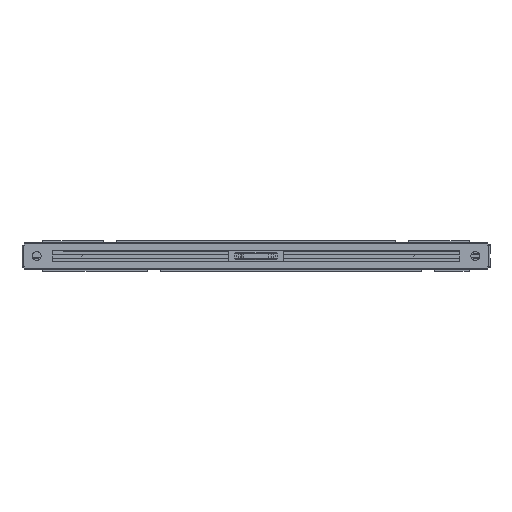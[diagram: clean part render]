
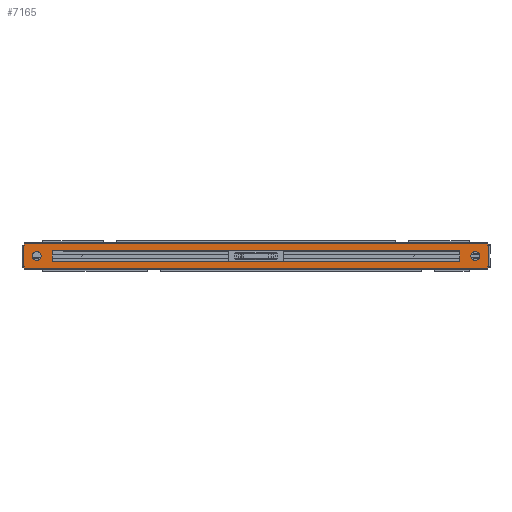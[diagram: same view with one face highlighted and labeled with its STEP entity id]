
A CAD part, front view. The second image highlights one B-rep face of the part: STEP entity #7165.
In plain terms, the highlighted planar face has unit normal (0, -1, 0).
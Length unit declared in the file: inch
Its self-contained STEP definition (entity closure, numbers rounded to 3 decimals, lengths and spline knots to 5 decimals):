
#2390=CARTESIAN_POINT('',(63.5,0.,3.));
#2391=DIRECTION('',(0.,1.,0.));
#2392=DIRECTION('',(0.,0.,-1.));
#2393=AXIS2_PLACEMENT_3D('',#2390,#2391,#2392);
#2493=CARTESIAN_POINT('',(60.,0.,0.));
#2494=DIRECTION('',(0.,-1.,0.));
#2495=DIRECTION('',(1.,0.,0.));
#2496=AXIS2_PLACEMENT_3D('',#2493,#2494,#2495);
#2498=CARTESIAN_POINT('',(60.,0.,0.));
#2499=DIRECTION('',(0.,-1.,0.));
#2500=DIRECTION('',(-1.,0.,0.));
#2501=AXIS2_PLACEMENT_3D('',#2498,#2499,#2500);
#2503=CARTESIAN_POINT('',(-60.,0.,0.));
#2504=DIRECTION('',(0.,-1.,0.));
#2505=DIRECTION('',(1.,0.,0.));
#2506=AXIS2_PLACEMENT_3D('',#2503,#2504,#2505);
#2508=CARTESIAN_POINT('',(-60.,0.,0.));
#2509=DIRECTION('',(0.,-1.,0.));
#2510=DIRECTION('',(-1.,0.,0.));
#2511=AXIS2_PLACEMENT_3D('',#2508,#2509,#2510);
#2513=DIRECTION('',(0.,0.,-1.));
#2514=VECTOR('',#2513,2.8);
#2515=CARTESIAN_POINT('',(-55.75,0.,1.4));
#2516=LINE('',#2515,#2514);
#2517=DIRECTION('',(1.,0.,0.));
#2518=VECTOR('',#2517,111.5);
#2519=CARTESIAN_POINT('',(-55.75,0.,-1.4));
#2520=LINE('',#2519,#2518);
#2521=DIRECTION('',(0.,0.,1.));
#2522=VECTOR('',#2521,2.8);
#2523=CARTESIAN_POINT('',(55.75,0.,-1.4));
#2524=LINE('',#2523,#2522);
#2525=DIRECTION('',(-1.,0.,0.));
#2526=VECTOR('',#2525,111.5);
#2527=CARTESIAN_POINT('',(55.75,0.,1.4));
#2528=LINE('',#2527,#2526);
#2529=DIRECTION('',(1.,0.,0.));
#2530=VECTOR('',#2529,0.2);
#2531=CARTESIAN_POINT('',(-63.7,0.,2.9));
#2532=LINE('',#2531,#2530);
#2533=DIRECTION('',(0.,0.,1.));
#2534=VECTOR('',#2533,0.4);
#2535=CARTESIAN_POINT('',(-63.4,0.,3.));
#2536=LINE('',#2535,#2534);
#2537=DIRECTION('',(-1.,0.,0.));
#2538=VECTOR('',#2537,126.8);
#2539=CARTESIAN_POINT('',(63.4,0.,3.4));
#2540=LINE('',#2539,#2538);
#2541=DIRECTION('',(0.,0.,-1.));
#2542=VECTOR('',#2541,0.4);
#2543=CARTESIAN_POINT('',(63.4,0.,3.4));
#2544=LINE('',#2543,#2542);
#2545=DIRECTION('',(1.,0.,0.));
#2546=VECTOR('',#2545,0.2);
#2547=CARTESIAN_POINT('',(63.5,0.,2.9));
#2548=LINE('',#2547,#2546);
#2549=DIRECTION('',(0.,0.,1.));
#2550=VECTOR('',#2549,5.8);
#2551=CARTESIAN_POINT('',(63.7,0.,-2.9));
#2552=LINE('',#2551,#2550);
#2553=DIRECTION('',(-1.,0.,0.));
#2554=VECTOR('',#2553,0.2);
#2555=CARTESIAN_POINT('',(63.7,0.,-2.9));
#2556=LINE('',#2555,#2554);
#2557=DIRECTION('',(0.,0.,-1.));
#2558=VECTOR('',#2557,0.4);
#2559=CARTESIAN_POINT('',(63.4,0.,-3.));
#2560=LINE('',#2559,#2558);
#2561=DIRECTION('',(1.,0.,0.));
#2562=VECTOR('',#2561,126.8);
#2563=CARTESIAN_POINT('',(-63.4,0.,-3.4));
#2564=LINE('',#2563,#2562);
#2565=DIRECTION('',(0.,0.,1.));
#2566=VECTOR('',#2565,0.4);
#2567=CARTESIAN_POINT('',(-63.4,0.,-3.4));
#2568=LINE('',#2567,#2566);
#2569=DIRECTION('',(-1.,0.,0.));
#2570=VECTOR('',#2569,0.2);
#2571=CARTESIAN_POINT('',(-63.5,0.,-2.9));
#2572=LINE('',#2571,#2570);
#2573=DIRECTION('',(0.,0.,-1.));
#2574=VECTOR('',#2573,5.8);
#2575=CARTESIAN_POINT('',(-63.7,0.,2.9));
#2576=LINE('',#2575,#2574);
#2682=CARTESIAN_POINT('',(-63.5,0.,3.));
#2683=DIRECTION('',(0.,1.,0.));
#2684=DIRECTION('',(1.,0.,0.));
#2685=AXIS2_PLACEMENT_3D('',#2682,#2683,#2684);
#2734=CARTESIAN_POINT('',(-63.5,0.,-3.));
#2735=DIRECTION('',(0.,1.,0.));
#2736=DIRECTION('',(0.,0.,1.));
#2737=AXIS2_PLACEMENT_3D('',#2734,#2735,#2736);
#2802=CARTESIAN_POINT('',(63.5,0.,-3.));
#2803=DIRECTION('',(0.,1.,0.));
#2804=DIRECTION('',(-1.,0.,0.));
#2805=AXIS2_PLACEMENT_3D('',#2802,#2803,#2804);
#2925=CARTESIAN_POINT('',(63.4,0.,-3.4));
#2927=VERTEX_POINT('',#2925);
#2931=CARTESIAN_POINT('',(-63.4,0.,-3.4));
#2932=VERTEX_POINT('',#2931);
#2933=CARTESIAN_POINT('',(-63.7,0.,-2.9));
#2935=VERTEX_POINT('',#2933);
#2939=CARTESIAN_POINT('',(-63.7,0.,2.9));
#2940=VERTEX_POINT('',#2939);
#2941=CARTESIAN_POINT('',(-63.4,0.,3.4));
#2943=VERTEX_POINT('',#2941);
#2947=CARTESIAN_POINT('',(63.4,0.,3.4));
#2948=VERTEX_POINT('',#2947);
#2949=CARTESIAN_POINT('',(63.7,0.,2.9));
#2951=VERTEX_POINT('',#2949);
#2955=CARTESIAN_POINT('',(63.7,0.,-2.9));
#2956=VERTEX_POINT('',#2955);
#2957=CARTESIAN_POINT('',(61.25,0.,0.));
#2958=CARTESIAN_POINT('',(58.75,0.,0.));
#2959=VERTEX_POINT('',#2957);
#2960=VERTEX_POINT('',#2958);
#2961=CARTESIAN_POINT('',(-58.75,0.,0.));
#2962=CARTESIAN_POINT('',(-61.25,0.,0.));
#2963=VERTEX_POINT('',#2961);
#2964=VERTEX_POINT('',#2962);
#2965=CARTESIAN_POINT('',(-55.75,0.,1.4));
#2966=CARTESIAN_POINT('',(-55.75,0.,-1.4));
#2967=VERTEX_POINT('',#2965);
#2968=VERTEX_POINT('',#2966);
#2969=CARTESIAN_POINT('',(55.75,0.,-1.4));
#2970=VERTEX_POINT('',#2969);
#2971=CARTESIAN_POINT('',(55.75,0.,1.4));
#2972=VERTEX_POINT('',#2971);
#3653=CARTESIAN_POINT('',(-63.5,0.,-2.9));
#3655=VERTEX_POINT('',#3653);
#3657=CARTESIAN_POINT('',(-63.4,0.,-3.));
#3659=VERTEX_POINT('',#3657);
#3663=CARTESIAN_POINT('',(-63.4,0.,3.));
#3665=VERTEX_POINT('',#3663);
#3667=CARTESIAN_POINT('',(-63.5,0.,2.9));
#3669=VERTEX_POINT('',#3667);
#3673=CARTESIAN_POINT('',(63.4,0.,-3.));
#3675=VERTEX_POINT('',#3673);
#3677=CARTESIAN_POINT('',(63.5,0.,-2.9));
#3679=VERTEX_POINT('',#3677);
#3683=CARTESIAN_POINT('',(63.5,0.,2.9));
#3685=VERTEX_POINT('',#3683);
#3687=CARTESIAN_POINT('',(63.4,0.,3.));
#3689=VERTEX_POINT('',#3687);
#7108=CARTESIAN_POINT('',(0.,0.,0.));
#7109=DIRECTION('',(0.,1.,0.));
#7110=DIRECTION('',(1.,0.,0.));
#7111=AXIS2_PLACEMENT_3D('',#7108,#7109,#7110);
#7112=PLANE('',#7111);
#7114=ORIENTED_EDGE('',*,*,#7113,.T.);
#7116=ORIENTED_EDGE('',*,*,#7115,.F.);
#7118=ORIENTED_EDGE('',*,*,#7117,.T.);
#7120=ORIENTED_EDGE('',*,*,#7119,.F.);
#7121=ORIENTED_EDGE('',*,*,#6989,.T.);
#7122=ORIENTED_EDGE('',*,*,#7008,.F.);
#7123=ORIENTED_EDGE('',*,*,#7031,.T.);
#7125=ORIENTED_EDGE('',*,*,#7124,.F.);
#7127=ORIENTED_EDGE('',*,*,#7126,.T.);
#7129=ORIENTED_EDGE('',*,*,#7128,.F.);
#7131=ORIENTED_EDGE('',*,*,#7130,.T.);
#7133=ORIENTED_EDGE('',*,*,#7132,.F.);
#7135=ORIENTED_EDGE('',*,*,#7134,.T.);
#7137=ORIENTED_EDGE('',*,*,#7136,.F.);
#7139=ORIENTED_EDGE('',*,*,#7138,.T.);
#7141=ORIENTED_EDGE('',*,*,#7140,.F.);
#7142=EDGE_LOOP('',(#7114,#7116,#7118,#7120,#7121,#7122,#7123,#7125,#7127,#7129,
#7131,#7133,#7135,#7137,#7139,#7141));
#7143=FACE_OUTER_BOUND('',#7142,.F.);
#7145=ORIENTED_EDGE('',*,*,#7144,.T.);
#7147=ORIENTED_EDGE('',*,*,#7146,.T.);
#7148=EDGE_LOOP('',(#7145,#7147));
#7149=FACE_BOUND('',#7148,.F.);
#7151=ORIENTED_EDGE('',*,*,#7150,.T.);
#7153=ORIENTED_EDGE('',*,*,#7152,.T.);
#7154=EDGE_LOOP('',(#7151,#7153));
#7155=FACE_BOUND('',#7154,.F.);
#7156=ORIENTED_EDGE('',*,*,#7098,.T.);
#7158=ORIENTED_EDGE('',*,*,#7157,.T.);
#7160=ORIENTED_EDGE('',*,*,#7159,.T.);
#7162=ORIENTED_EDGE('',*,*,#7161,.T.);
#7163=EDGE_LOOP('',(#7156,#7158,#7160,#7162));
#7164=FACE_BOUND('',#7163,.F.);
#7165=ADVANCED_FACE('',(#7143,#7149,#7155,#7164),#7112,.F.);
#2394=CIRCLE('',#2393,0.1);
#2497=CIRCLE('',#2496,1.25);
#2502=CIRCLE('',#2501,1.25);
#2507=CIRCLE('',#2506,1.25);
#2512=CIRCLE('',#2511,1.25);
#2686=CIRCLE('',#2685,0.1);
#2738=CIRCLE('',#2737,0.1);
#2806=CIRCLE('',#2805,0.1);
#6989=EDGE_CURVE('',#2948,#3689,#2544,.T.);
#7008=EDGE_CURVE('',#3685,#3689,#2394,.T.);
#7031=EDGE_CURVE('',#3685,#2951,#2548,.T.);
#7098=EDGE_CURVE('',#2967,#2968,#2516,.T.);
#7113=EDGE_CURVE('',#2940,#3669,#2532,.T.);
#7115=EDGE_CURVE('',#3665,#3669,#2686,.T.);
#7117=EDGE_CURVE('',#3665,#2943,#2536,.T.);
#7119=EDGE_CURVE('',#2948,#2943,#2540,.T.);
#7124=EDGE_CURVE('',#2956,#2951,#2552,.T.);
#7126=EDGE_CURVE('',#2956,#3679,#2556,.T.);
#7128=EDGE_CURVE('',#3675,#3679,#2806,.T.);
#7130=EDGE_CURVE('',#3675,#2927,#2560,.T.);
#7132=EDGE_CURVE('',#2932,#2927,#2564,.T.);
#7134=EDGE_CURVE('',#2932,#3659,#2568,.T.);
#7136=EDGE_CURVE('',#3655,#3659,#2738,.T.);
#7138=EDGE_CURVE('',#3655,#2935,#2572,.T.);
#7140=EDGE_CURVE('',#2940,#2935,#2576,.T.);
#7144=EDGE_CURVE('',#2959,#2960,#2497,.T.);
#7146=EDGE_CURVE('',#2960,#2959,#2502,.T.);
#7150=EDGE_CURVE('',#2963,#2964,#2507,.T.);
#7152=EDGE_CURVE('',#2964,#2963,#2512,.T.);
#7157=EDGE_CURVE('',#2968,#2970,#2520,.T.);
#7159=EDGE_CURVE('',#2970,#2972,#2524,.T.);
#7161=EDGE_CURVE('',#2972,#2967,#2528,.T.);
